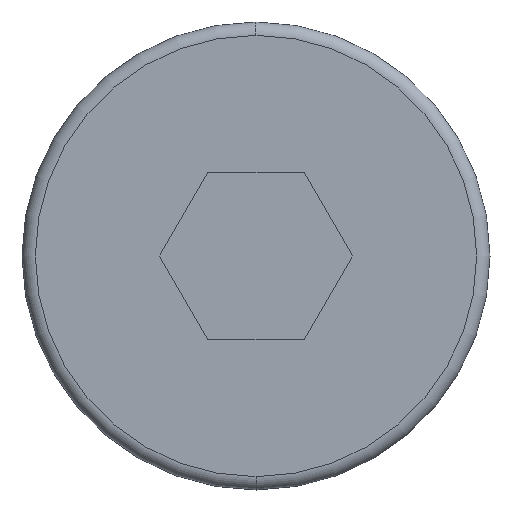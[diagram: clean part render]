
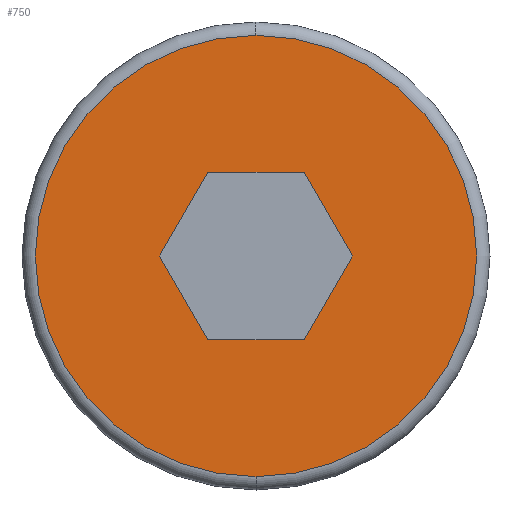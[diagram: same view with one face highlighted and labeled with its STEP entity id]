
A CAD part, left-side view. The second image highlights one B-rep face of the part: STEP entity #750.
In plain terms, the highlighted planar face has unit normal (-1, 0, 0).
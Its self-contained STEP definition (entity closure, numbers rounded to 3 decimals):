
#11 = DIRECTION ( 'NONE',  ( -1., 0., 0. ) ) ;
#16 = VECTOR ( 'NONE', #797, 1000. ) ;
#23 = CARTESIAN_POINT ( 'NONE',  ( -3.2, 0.722, 1.25 ) ) ;
#31 = AXIS2_PLACEMENT_3D ( 'NONE', #650, #205, #576 ) ;
#34 = CARTESIAN_POINT ( 'NONE',  ( -3.2, -0.722, -1.25 ) ) ;
#36 = ORIENTED_EDGE ( 'NONE', *, *, #544, .F. ) ;
#47 = CARTESIAN_POINT ( 'NONE',  ( -3.2, -0.722, -1.25 ) ) ;
#63 = VERTEX_POINT ( 'NONE', #47 ) ;
#69 = DIRECTION ( 'NONE',  ( 0., 0., -1. ) ) ;
#70 = VECTOR ( 'NONE', #516, 1000. ) ;
#88 = DIRECTION ( 'NONE',  ( 1., 0., 0. ) ) ;
#93 = VERTEX_POINT ( 'NONE', #632 ) ;
#104 = VECTOR ( 'NONE', #396, 1000. ) ;
#133 = CARTESIAN_POINT ( 'NONE',  ( -3.2, 0., 3.3 ) ) ;
#136 = CARTESIAN_POINT ( 'NONE',  ( -3.2, -0.722, 1.25 ) ) ;
#141 = LINE ( 'NONE', #207, #468 ) ;
#158 = CARTESIAN_POINT ( 'NONE',  ( -3.2, 0., 0. ) ) ;
#171 = CARTESIAN_POINT ( 'NONE',  ( -3.2, -0.722, 1.25 ) ) ;
#205 = DIRECTION ( 'NONE',  ( -1., 0., 0. ) ) ;
#206 = DIRECTION ( 'NONE',  ( 0., -0.5, -0.866 ) ) ;
#207 = CARTESIAN_POINT ( 'NONE',  ( -3.2, 1.443, 0. ) ) ;
#208 = VERTEX_POINT ( 'NONE', #136 ) ;
#220 = DIRECTION ( 'NONE',  ( 0., -1., 0. ) ) ;
#239 = LINE ( 'NONE', #703, #70 ) ;
#243 = VERTEX_POINT ( 'NONE', #133 ) ;
#246 = VERTEX_POINT ( 'NONE', #557 ) ;
#250 = PLANE ( 'NONE',  #488 ) ;
#266 = EDGE_LOOP ( 'NONE', ( #309, #426 ) ) ;
#269 = ORIENTED_EDGE ( 'NONE', *, *, #376, .F. ) ;
#302 = CIRCLE ( 'NONE', #31, 3.3 ) ;
#304 = CIRCLE ( 'NONE', #614, 3.3 ) ;
#309 = ORIENTED_EDGE ( 'NONE', *, *, #814, .T. ) ;
#311 = ORIENTED_EDGE ( 'NONE', *, *, #811, .F. ) ;
#320 = FACE_OUTER_BOUND ( 'NONE', #266, .T. ) ;
#339 = EDGE_CURVE ( 'NONE', #93, #63, #517, .T. ) ;
#343 = VECTOR ( 'NONE', #220, 1000. ) ;
#348 = EDGE_LOOP ( 'NONE', ( #541, #734, #311, #269, #349, #36 ) ) ;
#349 = ORIENTED_EDGE ( 'NONE', *, *, #641, .F. ) ;
#362 = VERTEX_POINT ( 'NONE', #591 ) ;
#376 = EDGE_CURVE ( 'NONE', #406, #246, #141, .T. ) ;
#396 = DIRECTION ( 'NONE',  ( 0., 1., 0. ) ) ;
#406 = VERTEX_POINT ( 'NONE', #461 ) ;
#423 = EDGE_CURVE ( 'NONE', #243, #602, #302, .T. ) ;
#426 = ORIENTED_EDGE ( 'NONE', *, *, #423, .T. ) ;
#456 = EDGE_CURVE ( 'NONE', #63, #362, #239, .T. ) ;
#461 = CARTESIAN_POINT ( 'NONE',  ( -3.2, 0.722, 1.25 ) ) ;
#468 = VECTOR ( 'NONE', #583, 1000. ) ;
#488 = AXIS2_PLACEMENT_3D ( 'NONE', #158, #88, #758 ) ;
#516 = DIRECTION ( 'NONE',  ( 0., -0.5, 0.866 ) ) ;
#517 = LINE ( 'NONE', #34, #343 ) ;
#518 = LINE ( 'NONE', #171, #16 ) ;
#541 = ORIENTED_EDGE ( 'NONE', *, *, #456, .F. ) ;
#544 = EDGE_CURVE ( 'NONE', #362, #208, #518, .T. ) ;
#557 = CARTESIAN_POINT ( 'NONE',  ( -3.2, 1.443, 0. ) ) ;
#576 = DIRECTION ( 'NONE',  ( 0., 0., -1. ) ) ;
#583 = DIRECTION ( 'NONE',  ( 0., 0.5, -0.866 ) ) ;
#591 = CARTESIAN_POINT ( 'NONE',  ( -3.2, -1.443, 0. ) ) ;
#602 = VERTEX_POINT ( 'NONE', #802 ) ;
#614 = AXIS2_PLACEMENT_3D ( 'NONE', #697, #11, #69 ) ;
#617 = VECTOR ( 'NONE', #206, 1000. ) ;
#626 = LINE ( 'NONE', #23, #104 ) ;
#632 = CARTESIAN_POINT ( 'NONE',  ( -3.2, 0.722, -1.25 ) ) ;
#638 = FACE_BOUND ( 'NONE', #348, .T. ) ;
#641 = EDGE_CURVE ( 'NONE', #208, #406, #626, .T. ) ;
#650 = CARTESIAN_POINT ( 'NONE',  ( -3.2, 0., 0. ) ) ;
#697 = CARTESIAN_POINT ( 'NONE',  ( -3.2, 0., 0. ) ) ;
#703 = CARTESIAN_POINT ( 'NONE',  ( -3.2, -1.443, 0. ) ) ;
#734 = ORIENTED_EDGE ( 'NONE', *, *, #339, .F. ) ;
#743 = CARTESIAN_POINT ( 'NONE',  ( -3.2, 0.722, -1.25 ) ) ;
#750 = ADVANCED_FACE ( 'NONE', ( #638, #320 ), #250, .F. ) ;
#758 = DIRECTION ( 'NONE',  ( 0., 0., -1. ) ) ;
#792 = LINE ( 'NONE', #743, #617 ) ;
#797 = DIRECTION ( 'NONE',  ( 0., 0.5, 0.866 ) ) ;
#802 = CARTESIAN_POINT ( 'NONE',  ( -3.2, 0., -3.3 ) ) ;
#811 = EDGE_CURVE ( 'NONE', #246, #93, #792, .T. ) ;
#814 = EDGE_CURVE ( 'NONE', #602, #243, #304, .T. ) ;
